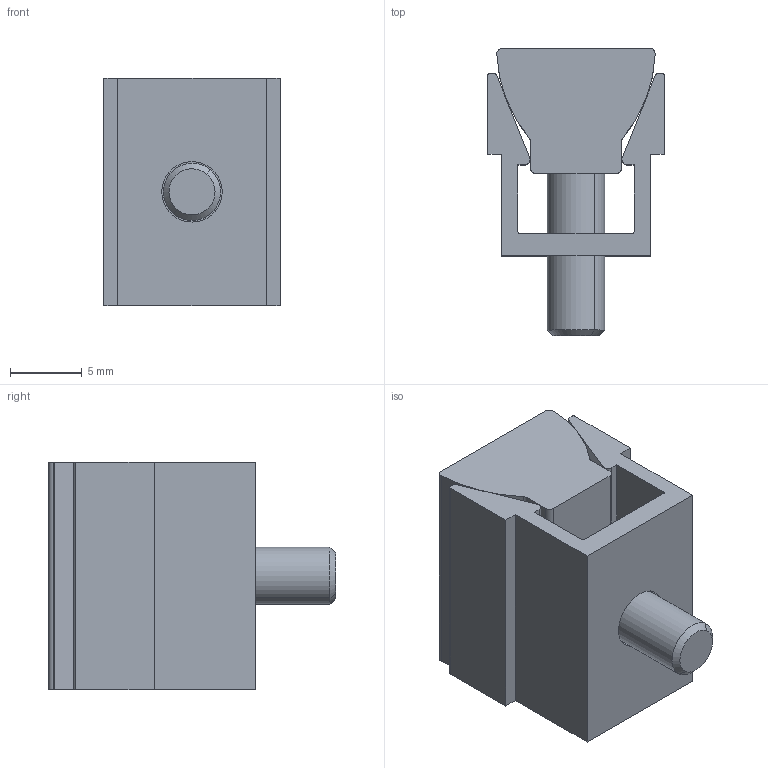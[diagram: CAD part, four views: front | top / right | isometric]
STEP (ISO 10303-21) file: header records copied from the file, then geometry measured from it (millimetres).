
FILE_DESCRIPTION (( 'STEP AP203' ), '1' );
FILE_NAME ('MiteeBite-80500.STEP', '2016-06-23T14:10:50', ( 'tkrafton' ), ( 'Microsoft' ), 'SwSTEP 2.0', 'SolidWorks 2016', '' );
FILE_SCHEMA (( 'CONFIG_CONTROL_DESIGN' ));
Length unit declared in the file: inch
Products named in the file (4): SW3dPS-80500_60210; SW3dPS-80500_60310; SW3dPS-80500_Socket Head Cap Screw_AI; MiteeBite-80500
Assembly tree (3 placements, depth 2):
  MiteeBite-80500
    SW3dPS-80500_60210
    SW3dPS-80500_60310
    SW3dPS-80500_Socket Head Cap Screw_AI
Bounding box: 12.32 x 20.04 x 15.9 mm (x, y, z)
Volume: 2043.9 mm3; surface area: 2448.9 mm2
Topology: 3 solids, 3 shells, 74 faces, 188 edges, 121 vertices
Faces by surface type: plane 40, cylinder 28, cone 6
Entity records: 2656 total; most frequent: DIRECTION 414, CARTESIAN_POINT 387, ORIENTED_EDGE 372, EDGE_CURVE 186, AXIS2_PLACEMENT_3D 148, VERTEX_POINT 121, VECTOR 118, LINE 118
